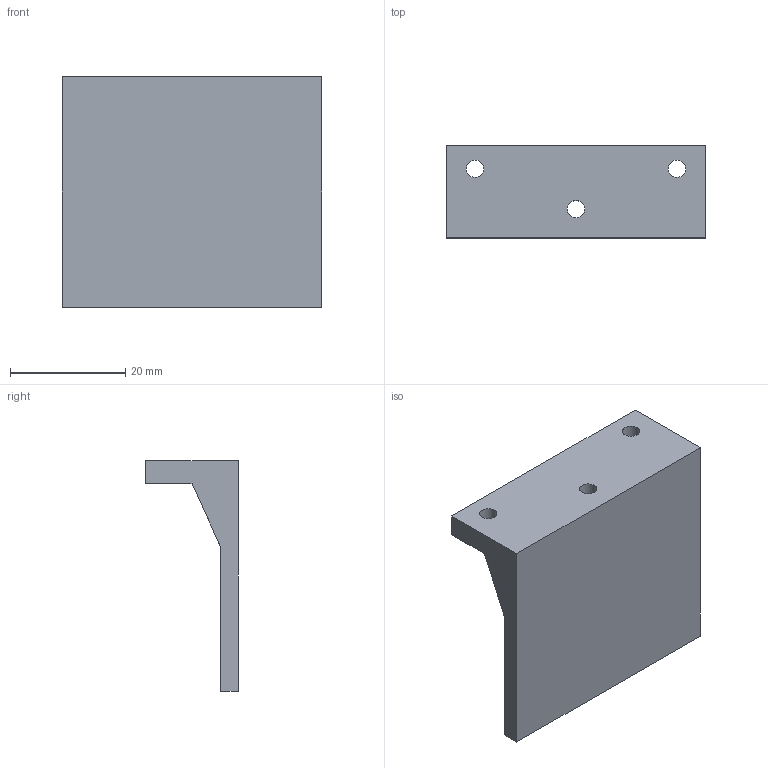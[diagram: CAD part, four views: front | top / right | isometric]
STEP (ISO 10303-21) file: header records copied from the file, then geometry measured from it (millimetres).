
FILE_DESCRIPTION(('FreeCAD Model'),'2;1');
FILE_NAME('Open CASCADE Shape Model','2025-08-31T22:38:55',(''),(''), 'Open CASCADE STEP processor 7.6','FreeCAD','Unknown');
FILE_SCHEMA(('AUTOMOTIVE_DESIGN { 1 0 10303 214 1 1 1 1 }'));
Length unit declared in the file: millimetre
Products named in the file (1): 实体001
Bounding box: 45 x 16 x 40 mm (x, y, z)
Volume: 7782.4 mm3; surface area: 5531.3 mm2
Topology: 1 solids, 1 shells, 23 faces, 55 edges, 34 vertices
Faces by surface type: plane 18, cylinder 5
Full cylindrical faces by diameter (mm): 3 x3
Entity records: 689 total; most frequent: CARTESIAN_POINT 113, DIRECTION 113, ORIENTED_EDGE 110, EDGE_CURVE 55, LINE 45, VECTOR 45, AXIS2_PLACEMENT_3D 34, VERTEX_POINT 34
